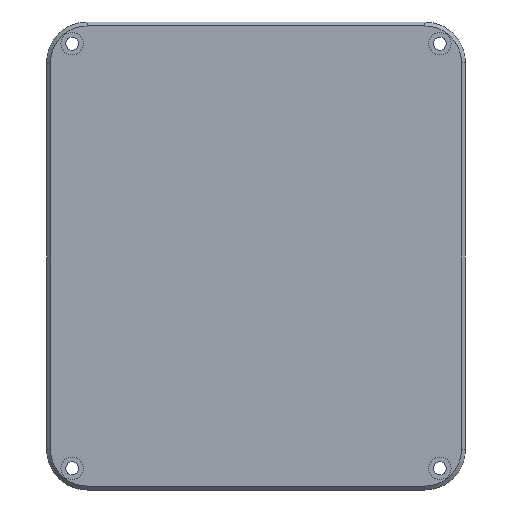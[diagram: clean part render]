
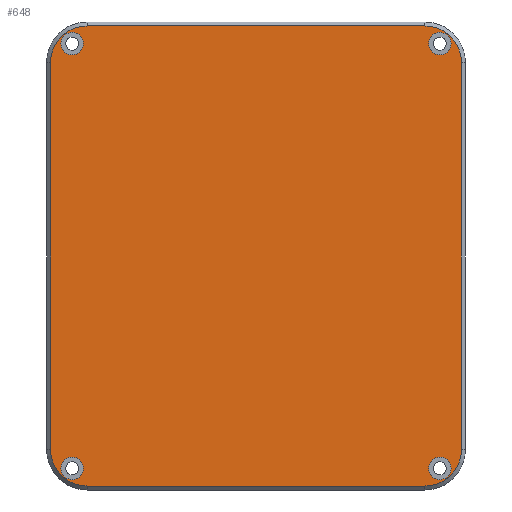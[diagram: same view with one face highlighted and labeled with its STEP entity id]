
A CAD part, left-side view. The second image highlights one B-rep face of the part: STEP entity #648.
In plain terms, the highlighted planar face has unit normal (-1, 0, 0).
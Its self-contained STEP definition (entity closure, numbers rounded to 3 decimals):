
#28=FACE_BOUND('',#127,.T.);
#29=FACE_BOUND('',#128,.T.);
#30=FACE_BOUND('',#129,.T.);
#31=FACE_BOUND('',#130,.T.);
#46=PLANE('',#724);
#78=FACE_OUTER_BOUND('',#126,.T.);
#126=EDGE_LOOP('',(#543,#544,#545,#546,#547,#548,#549,#550));
#127=EDGE_LOOP('',(#551));
#128=EDGE_LOOP('',(#552));
#129=EDGE_LOOP('',(#553));
#130=EDGE_LOOP('',(#554));
#183=LINE('',#1076,#241);
#184=LINE('',#1080,#242);
#185=LINE('',#1084,#243);
#186=LINE('',#1088,#244);
#241=VECTOR('',#882,10.);
#242=VECTOR('',#885,10.);
#243=VECTOR('',#888,10.);
#244=VECTOR('',#891,10.);
#261=CIRCLE('',#678,2.875);
#264=CIRCLE('',#683,2.875);
#267=CIRCLE('',#688,2.875);
#270=CIRCLE('',#693,2.875);
#284=CIRCLE('',#725,9.3);
#285=CIRCLE('',#726,9.3);
#286=CIRCLE('',#727,9.3);
#287=CIRCLE('',#728,9.3);
#291=VERTEX_POINT('',#946);
#294=VERTEX_POINT('',#955);
#297=VERTEX_POINT('',#964);
#300=VERTEX_POINT('',#973);
#334=VERTEX_POINT('',#1074);
#335=VERTEX_POINT('',#1075);
#336=VERTEX_POINT('',#1077);
#337=VERTEX_POINT('',#1079);
#338=VERTEX_POINT('',#1081);
#339=VERTEX_POINT('',#1083);
#340=VERTEX_POINT('',#1085);
#341=VERTEX_POINT('',#1087);
#347=EDGE_CURVE('',#291,#291,#261,.T.);
#351=EDGE_CURVE('',#294,#294,#264,.T.);
#355=EDGE_CURVE('',#297,#297,#267,.T.);
#359=EDGE_CURVE('',#300,#300,#270,.T.);
#408=EDGE_CURVE('',#334,#335,#183,.T.);
#409=EDGE_CURVE('',#336,#334,#284,.T.);
#410=EDGE_CURVE('',#337,#336,#184,.T.);
#411=EDGE_CURVE('',#338,#337,#285,.T.);
#412=EDGE_CURVE('',#339,#338,#185,.T.);
#413=EDGE_CURVE('',#340,#339,#286,.T.);
#414=EDGE_CURVE('',#341,#340,#186,.T.);
#415=EDGE_CURVE('',#335,#341,#287,.T.);
#543=ORIENTED_EDGE('',*,*,#408,.F.);
#544=ORIENTED_EDGE('',*,*,#409,.F.);
#545=ORIENTED_EDGE('',*,*,#410,.F.);
#546=ORIENTED_EDGE('',*,*,#411,.F.);
#547=ORIENTED_EDGE('',*,*,#412,.F.);
#548=ORIENTED_EDGE('',*,*,#413,.F.);
#549=ORIENTED_EDGE('',*,*,#414,.F.);
#550=ORIENTED_EDGE('',*,*,#415,.F.);
#551=ORIENTED_EDGE('',*,*,#347,.T.);
#552=ORIENTED_EDGE('',*,*,#351,.T.);
#553=ORIENTED_EDGE('',*,*,#355,.T.);
#554=ORIENTED_EDGE('',*,*,#359,.T.);
#648=ADVANCED_FACE('',(#78,#28,#29,#30,#31),#46,.T.);
#678=AXIS2_PLACEMENT_3D('',#947,#750,#751);
#683=AXIS2_PLACEMENT_3D('',#956,#761,#762);
#688=AXIS2_PLACEMENT_3D('',#965,#772,#773);
#693=AXIS2_PLACEMENT_3D('',#974,#783,#784);
#724=AXIS2_PLACEMENT_3D('',#1073,#880,#881);
#725=AXIS2_PLACEMENT_3D('',#1078,#883,#884);
#726=AXIS2_PLACEMENT_3D('',#1082,#886,#887);
#727=AXIS2_PLACEMENT_3D('',#1086,#889,#890);
#728=AXIS2_PLACEMENT_3D('',#1089,#892,#893);
#750=DIRECTION('center_axis',(1.,0.,0.));
#751=DIRECTION('ref_axis',(0.,0.,-1.));
#761=DIRECTION('center_axis',(1.,0.,0.));
#762=DIRECTION('ref_axis',(0.,0.,-1.));
#772=DIRECTION('center_axis',(1.,0.,0.));
#773=DIRECTION('ref_axis',(0.,0.,-1.));
#783=DIRECTION('center_axis',(1.,0.,0.));
#784=DIRECTION('ref_axis',(0.,0.,-1.));
#880=DIRECTION('center_axis',(-1.,0.,0.));
#881=DIRECTION('ref_axis',(0.,-1.,0.));
#882=DIRECTION('',(0.,0.,-1.));
#883=DIRECTION('center_axis',(1.,0.,0.));
#884=DIRECTION('ref_axis',(0.,-1.,0.));
#885=DIRECTION('',(0.,-1.,0.));
#886=DIRECTION('center_axis',(1.,0.,0.));
#887=DIRECTION('ref_axis',(0.,0.,1.));
#888=DIRECTION('',(0.,0.,1.));
#889=DIRECTION('center_axis',(1.,0.,0.));
#890=DIRECTION('ref_axis',(0.,1.,0.));
#891=DIRECTION('',(0.,1.,0.));
#892=DIRECTION('center_axis',(1.,0.,0.));
#893=DIRECTION('ref_axis',(0.,0.,-1.));
#946=CARTESIAN_POINT('',(-29.9,-20.,105.875));
#947=CARTESIAN_POINT('Origin',(-29.9,-20.,103.));
#955=CARTESIAN_POINT('',(-29.9,73.5,105.875));
#956=CARTESIAN_POINT('Origin',(-29.9,73.5,103.));
#964=CARTESIAN_POINT('',(-29.9,-20.,-2.125));
#965=CARTESIAN_POINT('Origin',(-29.9,-20.,-5.));
#973=CARTESIAN_POINT('',(-29.9,73.5,-2.125));
#974=CARTESIAN_POINT('Origin',(-29.9,73.5,-5.));
#1073=CARTESIAN_POINT('Origin',(-29.9,26.75,49.));
#1074=CARTESIAN_POINT('',(-29.9,-25.5,98.2));
#1075=CARTESIAN_POINT('',(-29.9,-25.5,-0.2));
#1076=CARTESIAN_POINT('',(-29.9,-25.5,24.4));
#1077=CARTESIAN_POINT('',(-29.9,-16.2,107.5));
#1078=CARTESIAN_POINT('Origin',(-29.9,-16.2,98.2));
#1079=CARTESIAN_POINT('',(-29.9,69.7,107.5));
#1080=CARTESIAN_POINT('',(-29.9,5.275,107.5));
#1081=CARTESIAN_POINT('',(-29.9,79.,98.2));
#1082=CARTESIAN_POINT('Origin',(-29.9,69.7,98.2));
#1083=CARTESIAN_POINT('',(-29.9,79.,-0.2));
#1084=CARTESIAN_POINT('',(-29.9,79.,73.6));
#1085=CARTESIAN_POINT('',(-29.9,69.7,-9.5));
#1086=CARTESIAN_POINT('Origin',(-29.9,69.7,-0.2));
#1087=CARTESIAN_POINT('',(-29.9,-16.2,-9.5));
#1088=CARTESIAN_POINT('',(-29.9,48.225,-9.5));
#1089=CARTESIAN_POINT('Origin',(-29.9,-16.2,-0.2));
